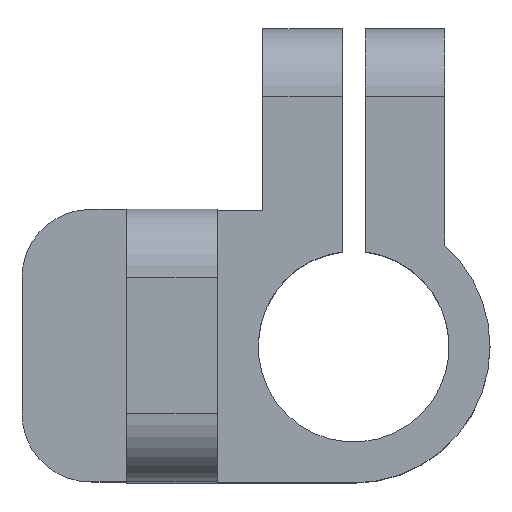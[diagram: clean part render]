
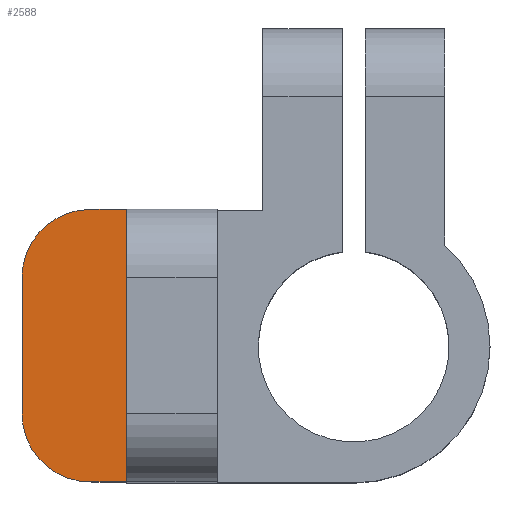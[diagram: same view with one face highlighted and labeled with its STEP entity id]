
A CAD part, top view. The second image highlights one B-rep face of the part: STEP entity #2588.
In plain terms, the highlighted planar face has unit normal (0, 0, 1).
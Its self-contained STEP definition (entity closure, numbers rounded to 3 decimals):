
#478 = PLANE('',#479);
#479 = AXIS2_PLACEMENT_3D('',#480,#481,#482);
#480 = CARTESIAN_POINT('',(-8.639,6.,20.899));
#481 = DIRECTION('',(0.,1.,0.));
#482 = DIRECTION('',(1.,0.,0.));
#826 = PLANE('',#827);
#827 = AXIS2_PLACEMENT_3D('',#828,#829,#830);
#828 = CARTESIAN_POINT('',(-6.,-6.,0.));
#829 = DIRECTION('',(0.,1.,0.));
#830 = DIRECTION('',(0.,0.,1.));
#1346 = EDGE_CURVE('',#1347,#1349,#1351,.T.);
#1347 = VERTEX_POINT('',#1348);
#1348 = CARTESIAN_POINT('',(-11.572,6.,33.));
#1349 = VERTEX_POINT('',#1350);
#1350 = CARTESIAN_POINT('',(-10.,6.,33.));
#1351 = SURFACE_CURVE('',#1352,(#1356,#1363),.PCURVE_S1.);
#1352 = LINE('',#1353,#1354);
#1353 = CARTESIAN_POINT('',(-15.,6.,33.));
#1354 = VECTOR('',#1355,1.);
#1355 = DIRECTION('',(1.,0.,0.));
#1356 = PCURVE('',#478,#1357);
#1357 = DEFINITIONAL_REPRESENTATION('',(#1358),#1362);
#1358 = LINE('',#1359,#1360);
#1359 = CARTESIAN_POINT('',(-6.361,-12.101));
#1360 = VECTOR('',#1361,1.);
#1361 = DIRECTION('',(1.,0.));
#1362 = ( GEOMETRIC_REPRESENTATION_CONTEXT(2) 
PARAMETRIC_REPRESENTATION_CONTEXT() REPRESENTATION_CONTEXT('2D SPACE',''
  ) );
#1363 = PCURVE('',#1364,#1369);
#1364 = PLANE('',#1365);
#1365 = AXIS2_PLACEMENT_3D('',#1366,#1367,#1368);
#1366 = CARTESIAN_POINT('',(-15.,-6.,33.));
#1367 = DIRECTION('',(0.,0.,1.));
#1368 = DIRECTION('',(1.,0.,0.));
#1369 = DEFINITIONAL_REPRESENTATION('',(#1370),#1374);
#1370 = LINE('',#1371,#1372);
#1371 = CARTESIAN_POINT('',(0.,12.));
#1372 = VECTOR('',#1373,1.);
#1373 = DIRECTION('',(1.,0.));
#1374 = ( GEOMETRIC_REPRESENTATION_CONTEXT(2) 
PARAMETRIC_REPRESENTATION_CONTEXT() REPRESENTATION_CONTEXT('2D SPACE',''
  ) );
#1392 = PLANE('',#1393);
#1393 = AXIS2_PLACEMENT_3D('',#1394,#1395,#1396);
#1394 = CARTESIAN_POINT('',(-10.,-6.,0.));
#1395 = DIRECTION('',(1.,0.,0.));
#1396 = DIRECTION('',(0.,0.,1.));
#1516 = CYLINDRICAL_SURFACE('',#1517,3.);
#1517 = AXIS2_PLACEMENT_3D('',#1518,#1519,#1520);
#1518 = CARTESIAN_POINT('',(-11.631,3.,33.418));
#1519 = DIRECTION('',(0.139,0.,-0.99));
#1520 = DIRECTION('',(0.,1.,0.));
#2235 = VERTEX_POINT('',#2236);
#2236 = CARTESIAN_POINT('',(-11.572,-6.,33.));
#2250 = CYLINDRICAL_SURFACE('',#2251,3.);
#2251 = AXIS2_PLACEMENT_3D('',#2252,#2253,#2254);
#2252 = CARTESIAN_POINT('',(-11.631,-3.,33.418));
#2253 = DIRECTION('',(0.139,0.,-0.99));
#2254 = DIRECTION('',(0.,-1.,0.));
#2262 = EDGE_CURVE('',#2235,#2263,#2265,.T.);
#2263 = VERTEX_POINT('',#2264);
#2264 = CARTESIAN_POINT('',(-10.,-6.,33.));
#2265 = SURFACE_CURVE('',#2266,(#2270,#2277),.PCURVE_S1.);
#2266 = LINE('',#2267,#2268);
#2267 = CARTESIAN_POINT('',(-15.,-6.,33.));
#2268 = VECTOR('',#2269,1.);
#2269 = DIRECTION('',(1.,0.,0.));
#2270 = PCURVE('',#826,#2271);
#2271 = DEFINITIONAL_REPRESENTATION('',(#2272),#2276);
#2272 = LINE('',#2273,#2274);
#2273 = CARTESIAN_POINT('',(33.,-9.));
#2274 = VECTOR('',#2275,1.);
#2275 = DIRECTION('',(0.,1.));
#2276 = ( GEOMETRIC_REPRESENTATION_CONTEXT(2) 
PARAMETRIC_REPRESENTATION_CONTEXT() REPRESENTATION_CONTEXT('2D SPACE',''
  ) );
#2277 = PCURVE('',#1364,#2278);
#2278 = DEFINITIONAL_REPRESENTATION('',(#2279),#2283);
#2279 = LINE('',#2280,#2281);
#2280 = CARTESIAN_POINT('',(0.,0.));
#2281 = VECTOR('',#2282,1.);
#2282 = DIRECTION('',(1.,0.));
#2283 = ( GEOMETRIC_REPRESENTATION_CONTEXT(2) 
PARAMETRIC_REPRESENTATION_CONTEXT() REPRESENTATION_CONTEXT('2D SPACE',''
  ) );
#2474 = PLANE('',#2475);
#2475 = AXIS2_PLACEMENT_3D('',#2476,#2477,#2478);
#2476 = CARTESIAN_POINT('',(-9.597,-7.,-2.608));
#2477 = DIRECTION('',(0.99,0.,0.139));
#2478 = DIRECTION('',(-0.139,0.,0.99));
#2588 = ADVANCED_FACE('',(#2589),#1364,.T.);
#2589 = FACE_BOUND('',#2590,.T.);
#2590 = EDGE_LOOP('',(#2591,#2592,#2622,#2643,#2675,#2676));
#2591 = ORIENTED_EDGE('',*,*,#1346,.F.);
#2592 = ORIENTED_EDGE('',*,*,#2593,.T.);
#2593 = EDGE_CURVE('',#1347,#2594,#2596,.T.);
#2594 = VERTEX_POINT('',#2595);
#2595 = CARTESIAN_POINT('',(-14.602,3.,33.));
#2596 = SURFACE_CURVE('',#2597,(#2602,#2609),.PCURVE_S1.);
#2597 = ELLIPSE('',#2598,3.029,3.);
#2598 = AXIS2_PLACEMENT_3D('',#2599,#2600,#2601);
#2599 = CARTESIAN_POINT('',(-11.572,3.,33.));
#2600 = DIRECTION('',(0.,0.,1.));
#2601 = DIRECTION('',(1.,0.,-0.));
#2602 = PCURVE('',#1364,#2603);
#2603 = DEFINITIONAL_REPRESENTATION('',(#2604),#2608);
#2604 = ELLIPSE('',#2605,3.029,3.);
#2605 = AXIS2_PLACEMENT_2D('',#2606,#2607);
#2606 = CARTESIAN_POINT('',(3.428,9.));
#2607 = DIRECTION('',(1.,0.));
#2608 = ( GEOMETRIC_REPRESENTATION_CONTEXT(2) 
PARAMETRIC_REPRESENTATION_CONTEXT() REPRESENTATION_CONTEXT('2D SPACE',''
  ) );
#2609 = PCURVE('',#1516,#2610);
#2610 = DEFINITIONAL_REPRESENTATION('',(#2611),#2621);
#2611 = B_SPLINE_CURVE_WITH_KNOTS('',8,(#2612,#2613,#2614,#2615,#2616,
    #2617,#2618,#2619,#2620),.UNSPECIFIED.,.F.,.F.,(9,9),(1.571
    ,3.142),.PIECEWISE_BEZIER_KNOTS.);
#2612 = CARTESIAN_POINT('',(0.,0.422));
#2613 = CARTESIAN_POINT('',(-0.196,0.339));
#2614 = CARTESIAN_POINT('',(-0.393,0.256));
#2615 = CARTESIAN_POINT('',(-0.589,0.178));
#2616 = CARTESIAN_POINT('',(-0.785,0.11));
#2617 = CARTESIAN_POINT('',(-0.982,0.056));
#2618 = CARTESIAN_POINT('',(-1.178,0.019));
#2619 = CARTESIAN_POINT('',(-1.374,0.));
#2620 = CARTESIAN_POINT('',(-1.571,0.));
#2621 = ( GEOMETRIC_REPRESENTATION_CONTEXT(2) 
PARAMETRIC_REPRESENTATION_CONTEXT() REPRESENTATION_CONTEXT('2D SPACE',''
  ) );
#2622 = ORIENTED_EDGE('',*,*,#2623,.F.);
#2623 = EDGE_CURVE('',#2624,#2594,#2626,.T.);
#2624 = VERTEX_POINT('',#2625);
#2625 = CARTESIAN_POINT('',(-14.602,-3.,33.));
#2626 = SURFACE_CURVE('',#2627,(#2631,#2637),.PCURVE_S1.);
#2627 = LINE('',#2628,#2629);
#2628 = CARTESIAN_POINT('',(-14.602,-6.5,33.));
#2629 = VECTOR('',#2630,1.);
#2630 = DIRECTION('',(0.,1.,0.));
#2631 = PCURVE('',#1364,#2632);
#2632 = DEFINITIONAL_REPRESENTATION('',(#2633),#2636);
#2633 = B_SPLINE_CURVE_WITH_KNOTS('',1,(#2634,#2635),.UNSPECIFIED.,.F.,
  .F.,(2,2),(-0.7,13.7),.PIECEWISE_BEZIER_KNOTS.);
#2634 = CARTESIAN_POINT('',(0.398,-1.2));
#2635 = CARTESIAN_POINT('',(0.398,13.2));
#2636 = ( GEOMETRIC_REPRESENTATION_CONTEXT(2) 
PARAMETRIC_REPRESENTATION_CONTEXT() REPRESENTATION_CONTEXT('2D SPACE',''
  ) );
#2637 = PCURVE('',#2474,#2638);
#2638 = DEFINITIONAL_REPRESENTATION('',(#2639),#2642);
#2639 = B_SPLINE_CURVE_WITH_KNOTS('',1,(#2640,#2641),.UNSPECIFIED.,.F.,
  .F.,(2,2),(-0.7,13.7),.PIECEWISE_BEZIER_KNOTS.);
#2640 = CARTESIAN_POINT('',(35.958,0.2));
#2641 = CARTESIAN_POINT('',(35.958,-14.2));
#2642 = ( GEOMETRIC_REPRESENTATION_CONTEXT(2) 
PARAMETRIC_REPRESENTATION_CONTEXT() REPRESENTATION_CONTEXT('2D SPACE',''
  ) );
#2643 = ORIENTED_EDGE('',*,*,#2644,.F.);
#2644 = EDGE_CURVE('',#2235,#2624,#2645,.T.);
#2645 = SURFACE_CURVE('',#2646,(#2651,#2662),.PCURVE_S1.);
#2646 = ELLIPSE('',#2647,3.029,3.);
#2647 = AXIS2_PLACEMENT_3D('',#2648,#2649,#2650);
#2648 = CARTESIAN_POINT('',(-11.572,-3.,33.));
#2649 = DIRECTION('',(0.,-0.,-1.));
#2650 = DIRECTION('',(1.,0.,-0.));
#2651 = PCURVE('',#1364,#2652);
#2652 = DEFINITIONAL_REPRESENTATION('',(#2653),#2661);
#2653 = ( BOUNDED_CURVE() B_SPLINE_CURVE(2,(#2654,#2655,#2656,#2657,
#2658,#2659,#2660),.UNSPECIFIED.,.T.,.F.) B_SPLINE_CURVE_WITH_KNOTS((1,2
    ,2,2,2,1),(-2.094,0.,2.094,4.189,
6.283,8.378),.UNSPECIFIED.) CURVE() 
GEOMETRIC_REPRESENTATION_ITEM() RATIONAL_B_SPLINE_CURVE((1.,0.5,1.,0.5,
1.,0.5,1.)) REPRESENTATION_ITEM('') );
#2654 = CARTESIAN_POINT('',(6.457,3.));
#2655 = CARTESIAN_POINT('',(6.457,-2.196));
#2656 = CARTESIAN_POINT('',(1.913,0.402));
#2657 = CARTESIAN_POINT('',(-2.631,3.));
#2658 = CARTESIAN_POINT('',(1.913,5.598));
#2659 = CARTESIAN_POINT('',(6.457,8.196));
#2660 = CARTESIAN_POINT('',(6.457,3.));
#2661 = ( GEOMETRIC_REPRESENTATION_CONTEXT(2) 
PARAMETRIC_REPRESENTATION_CONTEXT() REPRESENTATION_CONTEXT('2D SPACE',''
  ) );
#2662 = PCURVE('',#2250,#2663);
#2663 = DEFINITIONAL_REPRESENTATION('',(#2664),#2674);
#2664 = B_SPLINE_CURVE_WITH_KNOTS('',8,(#2665,#2666,#2667,#2668,#2669,
    #2670,#2671,#2672,#2673),.UNSPECIFIED.,.F.,.F.,(9,9),(1.571
    ,3.142),.PIECEWISE_BEZIER_KNOTS.);
#2665 = CARTESIAN_POINT('',(0.,0.422));
#2666 = CARTESIAN_POINT('',(0.196,0.339));
#2667 = CARTESIAN_POINT('',(0.393,0.256));
#2668 = CARTESIAN_POINT('',(0.589,0.178));
#2669 = CARTESIAN_POINT('',(0.785,0.11));
#2670 = CARTESIAN_POINT('',(0.982,0.056));
#2671 = CARTESIAN_POINT('',(1.178,0.019));
#2672 = CARTESIAN_POINT('',(1.374,0.));
#2673 = CARTESIAN_POINT('',(1.571,0.));
#2674 = ( GEOMETRIC_REPRESENTATION_CONTEXT(2) 
PARAMETRIC_REPRESENTATION_CONTEXT() REPRESENTATION_CONTEXT('2D SPACE',''
  ) );
#2675 = ORIENTED_EDGE('',*,*,#2262,.T.);
#2676 = ORIENTED_EDGE('',*,*,#2677,.T.);
#2677 = EDGE_CURVE('',#2263,#1349,#2678,.T.);
#2678 = SURFACE_CURVE('',#2679,(#2683,#2690),.PCURVE_S1.);
#2679 = LINE('',#2680,#2681);
#2680 = CARTESIAN_POINT('',(-10.,-6.,33.));
#2681 = VECTOR('',#2682,1.);
#2682 = DIRECTION('',(0.,1.,0.));
#2683 = PCURVE('',#1364,#2684);
#2684 = DEFINITIONAL_REPRESENTATION('',(#2685),#2689);
#2685 = LINE('',#2686,#2687);
#2686 = CARTESIAN_POINT('',(5.,0.));
#2687 = VECTOR('',#2688,1.);
#2688 = DIRECTION('',(0.,1.));
#2689 = ( GEOMETRIC_REPRESENTATION_CONTEXT(2) 
PARAMETRIC_REPRESENTATION_CONTEXT() REPRESENTATION_CONTEXT('2D SPACE',''
  ) );
#2690 = PCURVE('',#1392,#2691);
#2691 = DEFINITIONAL_REPRESENTATION('',(#2692),#2696);
#2692 = LINE('',#2693,#2694);
#2693 = CARTESIAN_POINT('',(33.,0.));
#2694 = VECTOR('',#2695,1.);
#2695 = DIRECTION('',(0.,-1.));
#2696 = ( GEOMETRIC_REPRESENTATION_CONTEXT(2) 
PARAMETRIC_REPRESENTATION_CONTEXT() REPRESENTATION_CONTEXT('2D SPACE',''
  ) );
